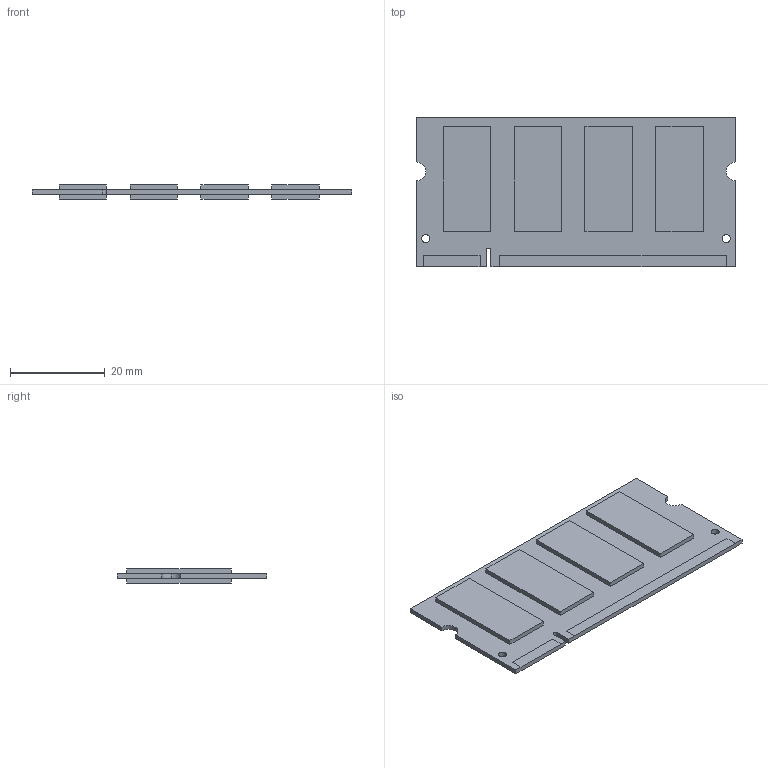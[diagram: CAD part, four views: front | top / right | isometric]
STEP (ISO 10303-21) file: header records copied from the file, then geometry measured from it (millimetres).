
FILE_DESCRIPTION (( 'STEP AP214' ), '1' );
FILE_NAME ('PCDEFAU03083982319.step', '2006-03-08T08:09:10', ( 'sysAdmin' ), ( 'SolidWorks' ), 'SwSTEP 2.0', 'SolidWorks 2006032', '' );
FILE_SCHEMA (( 'AUTOMOTIVE_DESIGN' ));
Length unit declared in the file: millimetre
Products named in the file (1): PCDEFAU03083982319
Bounding box: 67.6 x 31.7 x 3 mm (x, y, z)
Volume: 3897.9 mm3; surface area: 8532.5 mm2
Topology: 9 solids, 9 shells, 71 faces, 167 edges, 114 vertices
Faces by surface type: plane 63, cylinder 8
Entity records: 2696 total; most frequent: CARTESIAN_POINT 353, ORIENTED_EDGE 334, DIRECTION 327, EDGE_CURVE 167, VECTOR 151, LINE 151, VERTEX_POINT 114, AXIS2_PLACEMENT_3D 88
